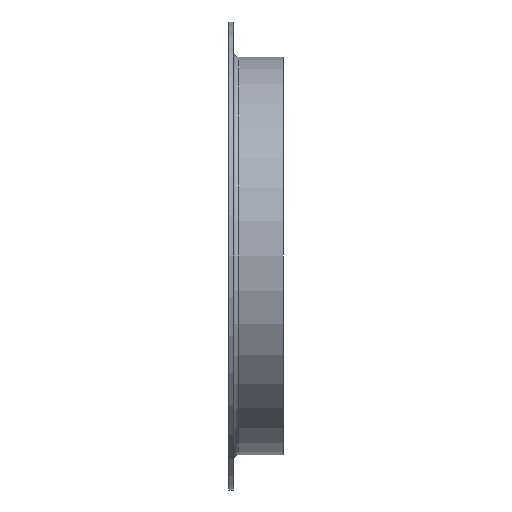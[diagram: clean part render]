
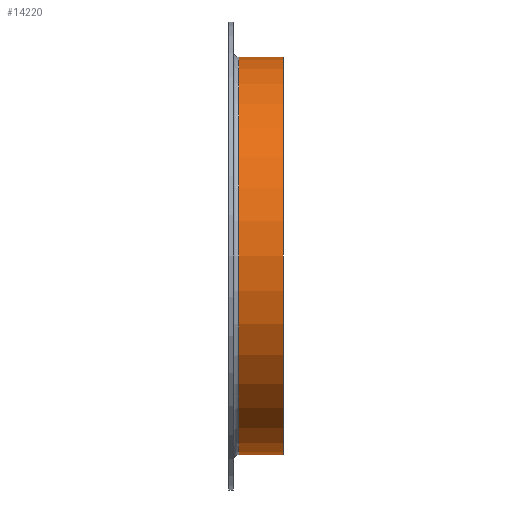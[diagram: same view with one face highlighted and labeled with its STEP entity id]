
A CAD part, front view. The second image highlights one B-rep face of the part: STEP entity #14220.
In plain terms, the highlighted cylindrical face has radius 109.55 mm (diameter 219.1 mm), a full revolution.
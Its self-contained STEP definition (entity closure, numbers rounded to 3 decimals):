
#455 = ORIENTED_EDGE ( 'NONE', *, *, #7590, .T. ) ;
#468 = CARTESIAN_POINT ( 'NONE',  ( 30., 0., 109.55 ) ) ;
#1290 = CARTESIAN_POINT ( 'NONE',  ( 5.5, 0., 0. ) ) ;
#1970 = DIRECTION ( 'NONE',  ( -1., 0., 0. ) ) ;
#2445 = CARTESIAN_POINT ( 'NONE',  ( 5.5, 0., 109.55 ) ) ;
#2921 = FACE_OUTER_BOUND ( 'NONE', #10985, .T. ) ;
#2995 = CARTESIAN_POINT ( 'NONE',  ( 0., 0., 0. ) ) ;
#2997 = CIRCLE ( 'NONE', #14164, 109.55 ) ;
#3035 = CIRCLE ( 'NONE', #3975, 109.55 ) ;
#3488 = DIRECTION ( 'NONE',  ( 0., 0., 1. ) ) ;
#3975 = AXIS2_PLACEMENT_3D ( 'NONE', #1290, #10320, #3488 ) ;
#4029 = FACE_OUTER_BOUND ( 'NONE', #13727, .T. ) ;
#4244 = DIRECTION ( 'NONE',  ( 0., 0., 1. ) ) ;
#6229 = DIRECTION ( 'NONE',  ( -1., 0., 0. ) ) ;
#7407 = CYLINDRICAL_SURFACE ( 'NONE', #10984, 109.55 ) ;
#7562 = CARTESIAN_POINT ( 'NONE',  ( 30., 0., 0. ) ) ;
#7590 = EDGE_CURVE ( 'NONE', #12431, #12431, #3035, .T. ) ;
#10320 = DIRECTION ( 'NONE',  ( 1., 0., 0. ) ) ;
#10984 = AXIS2_PLACEMENT_3D ( 'NONE', #2995, #6229, #11800 ) ;
#10985 = EDGE_LOOP ( 'NONE', ( #455 ) ) ;
#11568 = EDGE_CURVE ( 'NONE', #13599, #13599, #2997, .T. ) ;
#11800 = DIRECTION ( 'NONE',  ( 0., 0., 1. ) ) ;
#12431 = VERTEX_POINT ( 'NONE', #2445 ) ;
#12625 = ORIENTED_EDGE ( 'NONE', *, *, #11568, .T. ) ;
#13599 = VERTEX_POINT ( 'NONE', #468 ) ;
#13727 = EDGE_LOOP ( 'NONE', ( #12625 ) ) ;
#14164 = AXIS2_PLACEMENT_3D ( 'NONE', #7562, #1970, #4244 ) ;
#14220 = ADVANCED_FACE ( 'NONE', ( #2921, #4029 ), #7407, .T. ) ;
